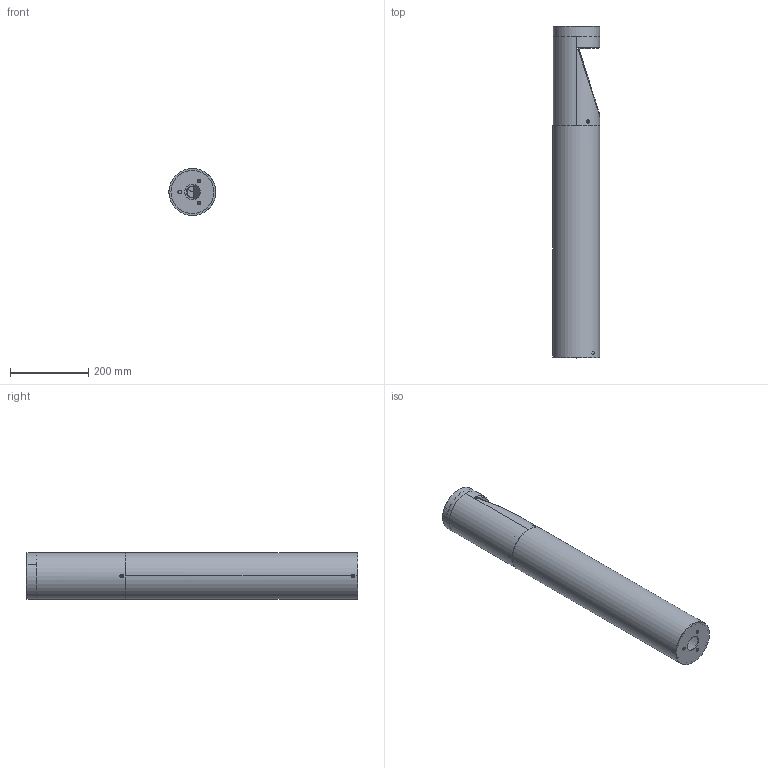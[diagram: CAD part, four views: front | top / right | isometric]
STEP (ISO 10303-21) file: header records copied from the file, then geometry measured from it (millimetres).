
FILE_DESCRIPTION (( 'STEP AP203' ), '1' );
FILE_NAME ('Oppland.STEP', '2026-01-15T10:21:03', ( '' ), ( '' ), 'SwSTEP 2.0', 'SolidWorks 2024', '' );
FILE_SCHEMA (( 'CONFIG_CONTROL_DESIGN' ));
Length unit declared in the file: millimetre
Products named in the file (17): M108W2_Daszek kom_rs_M108DW31_rs; M108W2_Rura górna kom_rs_M108DW31_słupek drewniany; M108W2_Rura dolna kom_rs_M108BW3_rs; M108W2_Zaślepka z  dxf Trumpf_rs_W3; TUL SPEC M6_rs_N3; M108W2_Szybka_rs_w4; WKR STOZ IMB M4x_rs_x10; M88A-385-1-03 blacha podstawy w2_108w4; M108W2_Kołek blokady_rs_M249_rs; Wkr docisk b łba M6x_rs_DIN 914 - M6 x 14-N; M88A-385-1-11 daszek klosza w2_M108 obr.w3rs; M108W3_Rura dolna spaw_rs_M108BW3_Spaw_rs; M108W2_Rura górna spaw kom_rs_M108DW31; Oppland; M88A-385-1-01 rura 120x5x691_M108BW3_rs; M108W2_Uszczelka_rs; M108W2_Rura górna_rs_M108BW31
Assembly tree (19 placements, depth 4):
  Oppland
    M108W2_Rura górna kom_rs_M108DW31_słupek drewniany
      M108W2_Rura górna spaw kom_rs_M108DW31
        M108W2_Rura górna_rs_M108BW31
        M108W2_Zaślepka z  dxf Trumpf_rs_W3
      M108W2_Daszek kom_rs_M108DW31_rs
        M88A-385-1-11 daszek klosza w2_M108 obr.w3rs
        M108W2_Uszczelka_rs
      M108W2_Szybka_rs_w4
    M108W2_Rura dolna kom_rs_M108BW3_rs
      TUL SPEC M6_rs_N3
      M108W3_Rura dolna spaw_rs_M108BW3_Spaw_rs
        M88A-385-1-01 rura 120x5x691_M108BW3_rs
        M108W2_Kołek blokady_rs_M249_rs  x2
    M88A-385-1-03 blacha podstawy w2_108w4
    Wkr docisk b łba M6x_rs_DIN 914 - M6 x 14-N
    WKR STOZ IMB M4x_rs_x10  x3
Bounding box: 122.16 x 850.03 x 120 mm (x, y, z)
Volume: 1601192.7 mm3; surface area: 699133 mm2
Topology: 14 solids, 14 shells, 1392 faces, 5083 edges, 3171 vertices
Faces by surface type: sphere 1108, cylinder 112, plane 108, cone 50, torus 12, bspline 2
Entity records: 40640 total; most frequent: DIRECTION 7762, CARTESIAN_POINT 7476, ORIENTED_EDGE 5506, AXIS2_PLACEMENT_3D 3759, EDGE_CURVE 2753, CIRCLE 2399, VERTEX_POINT 1999, EDGE_LOOP 1932
